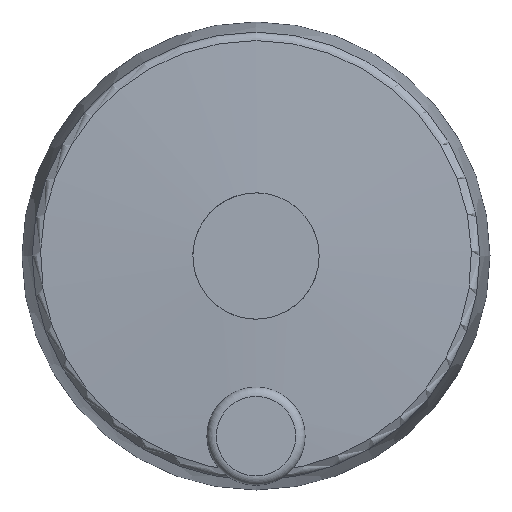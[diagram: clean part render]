
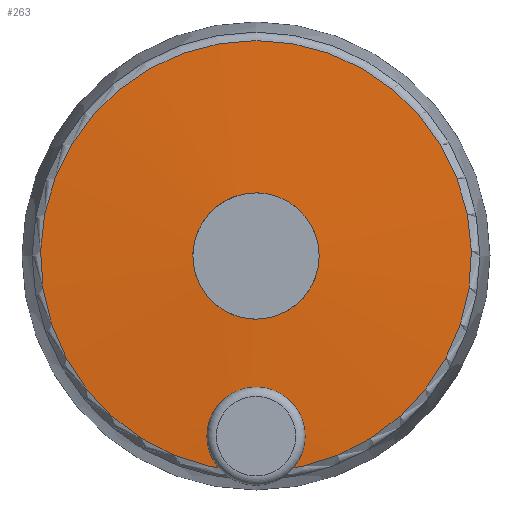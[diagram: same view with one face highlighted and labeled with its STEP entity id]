
A CAD part, left-side view. The second image highlights one B-rep face of the part: STEP entity #263.
In plain terms, the highlighted spherical face has radius 565.062 mm.
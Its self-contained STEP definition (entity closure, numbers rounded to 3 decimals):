
#235=SPHERICAL_SURFACE('',#1157,565.063);
#239=B_SPLINE_CURVE_WITH_KNOTS('',3,(#1660,#1661,#1662,#1663,#1664,#1665,
#1666,#1667,#1668,#1669,#1670,#1671,#1672,#1673,#1674,#1675,#1676,#1677),
.UNSPECIFIED.,.F.,.F.,(4,2,2,2,2,2,2,2,4),(0.,0.125,0.25,0.375,0.5,0.625,
0.75,0.875,1.),.UNSPECIFIED.);
#263=ADVANCED_FACE('',(#341,#342),#235,.T.);
#341=FACE_BOUND('',#431,.T.);
#342=FACE_BOUND('',#432,.T.);
#431=EDGE_LOOP('',(#522));
#432=EDGE_LOOP('',(#523,#524));
#522=ORIENTED_EDGE('',*,*,#923,.T.);
#523=ORIENTED_EDGE('',*,*,#924,.F.);
#524=ORIENTED_EDGE('',*,*,#922,.F.);
#816=VERTEX_POINT('',#1654);
#817=VERTEX_POINT('',#1655);
#818=VERTEX_POINT('',#1659);
#922=EDGE_CURVE('',#816,#817,#1069,.T.);
#923=EDGE_CURVE('',#818,#818,#1070,.T.);
#924=EDGE_CURVE('',#817,#816,#239,.T.);
#1069=CIRCLE('',#1154,46.029);
#1070=CIRCLE('',#1156,13.5);
#1154=AXIS2_PLACEMENT_3D('',#1656,#1310,#1311);
#1156=AXIS2_PLACEMENT_3D('',#1658,#1314,#1315);
#1157=AXIS2_PLACEMENT_3D('',#1678,#1316,#1317);
#1310=DIRECTION('',(1.,0.,0.));
#1311=DIRECTION('',(0.,0.,-1.));
#1314=DIRECTION('',(1.,0.,0.));
#1315=DIRECTION('',(0.,0.,-1.));
#1316=DIRECTION('',(1.,0.,0.));
#1317=DIRECTION('',(0.,1.,0.));
#1654=CARTESIAN_POINT('',(288.628,156.57,-45.983));
#1655=CARTESIAN_POINT('',(288.628,152.43,-45.983));
#1656=CARTESIAN_POINT('',(288.628,154.5,0.));
#1658=CARTESIAN_POINT('',(286.911,154.5,0.));
#1659=CARTESIAN_POINT('',(286.911,154.5,-13.5));
#1660=CARTESIAN_POINT('',(288.628,152.43,-45.983));
#1661=CARTESIAN_POINT('',(288.594,150.602,-45.482));
#1662=CARTESIAN_POINT('',(288.514,149.004,-44.317));
#1663=CARTESIAN_POINT('',(288.3,146.93,-41.18));
#1664=CARTESIAN_POINT('',(288.168,146.489,-39.239));
#1665=CARTESIAN_POINT('',(287.915,146.988,-35.53));
#1666=CARTESIAN_POINT('',(287.795,147.936,-33.766));
#1667=CARTESIAN_POINT('',(287.627,150.748,-31.305));
#1668=CARTESIAN_POINT('',(287.579,152.631,-30.597));
#1669=CARTESIAN_POINT('',(287.579,156.37,-30.597));
#1670=CARTESIAN_POINT('',(287.627,158.252,-31.305));
#1671=CARTESIAN_POINT('',(287.795,161.066,-33.769));
#1672=CARTESIAN_POINT('',(287.915,162.013,-35.53));
#1673=CARTESIAN_POINT('',(288.168,162.511,-39.244));
#1674=CARTESIAN_POINT('',(288.3,162.071,-41.18));
#1675=CARTESIAN_POINT('',(288.515,159.991,-44.323));
#1676=CARTESIAN_POINT('',(288.594,158.398,-45.482));
#1677=CARTESIAN_POINT('',(288.628,156.57,-45.983));
#1678=CARTESIAN_POINT('',(851.813,154.5,0.));
